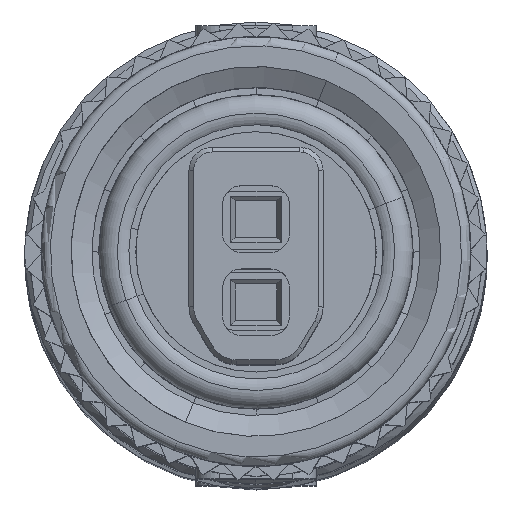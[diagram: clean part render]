
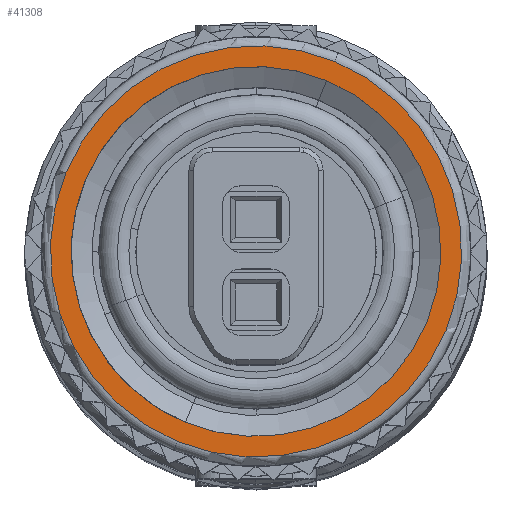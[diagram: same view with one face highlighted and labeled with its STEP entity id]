
A CAD part, top view. The second image highlights one B-rep face of the part: STEP entity #41308.
In plain terms, the highlighted planar face has unit normal (0, 0, 1).
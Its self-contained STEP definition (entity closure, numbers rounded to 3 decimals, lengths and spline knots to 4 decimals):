
#35741=AXIS2_PLACEMENT_3D('Circle Axis2P3D',#35739,#35740,$) ;
#39616=AXIS2_PLACEMENT_3D('Circle Axis2P3D',#39614,#39615,$) ;
#41284=AXIS2_PLACEMENT_3D('Plane Axis2P3D',#41281,#41282,#41283) ;
#41292=AXIS2_PLACEMENT_3D('Circle Axis2P3D',#41290,#41291,$) ;
#41301=AXIS2_PLACEMENT_3D('Circle Axis2P3D',#41299,#41300,$) ;
#35736=CARTESIAN_POINT('Vertex',(6.7029,9.1113,118.1985)) ;
#35739=CARTESIAN_POINT('Axis2P3D Location',(5.,5.,118.1985)) ;
#35743=CARTESIAN_POINT('Vertex',(3.2971,0.8887,118.1985)) ;
#39614=CARTESIAN_POINT('Axis2P3D Location',(5.,5.,118.1985)) ;
#41281=CARTESIAN_POINT('Axis2P3D Location',(3.7639,5.9873,118.1985)) ;
#41290=CARTESIAN_POINT('Axis2P3D Location',(5.,5.,118.1985)) ;
#41294=CARTESIAN_POINT('Vertex',(3.4693,1.3045,118.1985)) ;
#41296=CARTESIAN_POINT('Vertex',(6.5307,8.6955,118.1985)) ;
#41299=CARTESIAN_POINT('Axis2P3D Location',(5.,5.,118.1985)) ;
#35740=DIRECTION('Axis2P3D Direction',(0.,0.,1.)) ;
#39615=DIRECTION('Axis2P3D Direction',(0.,0.,1.)) ;
#41282=DIRECTION('Axis2P3D Direction',(0.,0.,1.)) ;
#41283=DIRECTION('Axis2P3D XDirection',(0.383,0.924,0.)) ;
#41291=DIRECTION('Axis2P3D Direction',(0.,0.,1.)) ;
#41300=DIRECTION('Axis2P3D Direction',(0.,0.,1.)) ;
#41287=ORIENTED_EDGE('',*,*,#39618,.T.) ;
#41288=ORIENTED_EDGE('',*,*,#35745,.T.) ;
#41305=ORIENTED_EDGE('',*,*,#41298,.F.) ;
#41306=ORIENTED_EDGE('',*,*,#41303,.F.) ;
#41307=FACE_BOUND('',#41304,.T.) ;
#41308=ADVANCED_FACE('Hauptkoerper',(#41289,#41307),#41285,.T.) ;
#35742=CIRCLE('generated circle',#35741,4.45) ;
#39617=CIRCLE('generated circle',#39616,4.45) ;
#41293=CIRCLE('generated circle',#41292,4.) ;
#41302=CIRCLE('generated circle',#41301,4.) ;
#35745=EDGE_CURVE('',#35744,#35737,#35742,.T.) ;
#39618=EDGE_CURVE('',#35737,#35744,#39617,.T.) ;
#41298=EDGE_CURVE('',#41295,#41297,#41293,.T.) ;
#41303=EDGE_CURVE('',#41297,#41295,#41302,.T.) ;
#41286=EDGE_LOOP('',(#41287,#41288)) ;
#41304=EDGE_LOOP('',(#41305,#41306)) ;
#41289=FACE_OUTER_BOUND('',#41286,.T.) ;
#41285=PLANE('',#41284) ;
#35737=VERTEX_POINT('',#35736) ;
#35744=VERTEX_POINT('',#35743) ;
#41295=VERTEX_POINT('',#41294) ;
#41297=VERTEX_POINT('',#41296) ;
